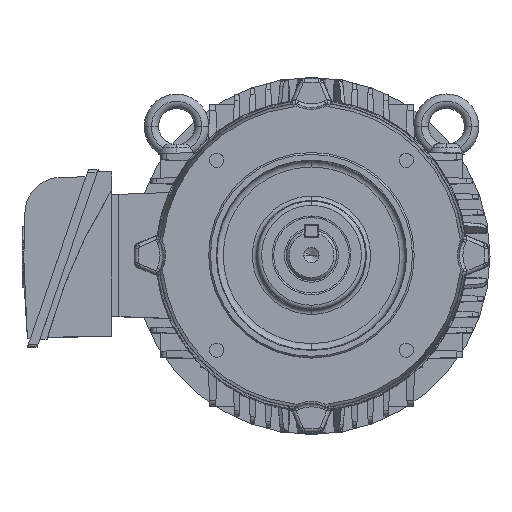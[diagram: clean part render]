
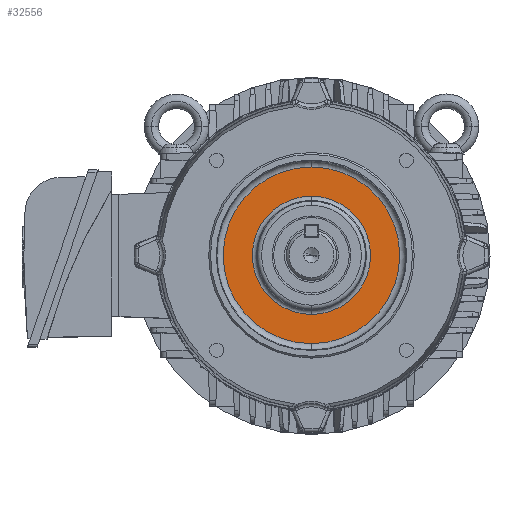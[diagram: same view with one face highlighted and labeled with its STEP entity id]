
A CAD part, top view. The second image highlights one B-rep face of the part: STEP entity #32556.
In plain terms, the highlighted face is planar.
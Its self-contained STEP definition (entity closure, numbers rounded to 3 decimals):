
#1558 = DIRECTION ( 'NONE',  ( 0., 1., 0. ) ) ;
#4641 = VERTEX_POINT ( 'NONE', #25914 ) ;
#5527 = CIRCLE ( 'NONE', #42855, 32.888 ) ;
#5801 = CARTESIAN_POINT ( 'NONE',  ( 0., 0., -1.5 ) ) ;
#6255 = EDGE_CURVE ( 'NONE', #8633, #45783, #34512, .T. ) ;
#8633 = VERTEX_POINT ( 'NONE', #33445 ) ;
#9234 = EDGE_CURVE ( 'NONE', #4641, #28740, #45159, .T. ) ;
#9245 = DIRECTION ( 'NONE',  ( 0., 0., -1. ) ) ;
#9753 = DIRECTION ( 'NONE',  ( 0., 0., 1. ) ) ;
#10865 = DIRECTION ( 'NONE',  ( 0., 1., 0. ) ) ;
#12320 = CARTESIAN_POINT ( 'NONE',  ( 0., 31.138, -1.5 ) ) ;
#12959 = CIRCLE ( 'NONE', #30908, 49.102 ) ;
#13411 = CARTESIAN_POINT ( 'NONE',  ( 0., 32.888, -1.5 ) ) ;
#16053 = FACE_BOUND ( 'NONE', #39303, .T. ) ;
#16272 = FACE_OUTER_BOUND ( 'NONE', #22518, .T. ) ;
#17396 = ORIENTED_EDGE ( 'NONE', *, *, #41572, .T. ) ;
#18017 = EDGE_CURVE ( 'NONE', #28740, #4641, #12959, .T. ) ;
#20067 = DIRECTION ( 'NONE',  ( 0., 1., 0. ) ) ;
#20515 = CARTESIAN_POINT ( 'NONE',  ( 0., 0., -1.5 ) ) ;
#21389 = CARTESIAN_POINT ( 'NONE',  ( 0., 0., -1.5 ) ) ;
#21832 = AXIS2_PLACEMENT_3D ( 'NONE', #26590, #37094, #1558 ) ;
#22218 = AXIS2_PLACEMENT_3D ( 'NONE', #12320, #9245, #34269 ) ;
#22518 = EDGE_LOOP ( 'NONE', ( #24278, #29623 ) ) ;
#24270 = AXIS2_PLACEMENT_3D ( 'NONE', #21389, #35405, #10865 ) ;
#24278 = ORIENTED_EDGE ( 'NONE', *, *, #9234, .T. ) ;
#25914 = CARTESIAN_POINT ( 'NONE',  ( 0., 49.102, -1.5 ) ) ;
#26590 = CARTESIAN_POINT ( 'NONE',  ( 0., 0., -1.5 ) ) ;
#28740 = VERTEX_POINT ( 'NONE', #34606 ) ;
#29623 = ORIENTED_EDGE ( 'NONE', *, *, #18017, .T. ) ;
#30908 = AXIS2_PLACEMENT_3D ( 'NONE', #5801, #41582, #20067 ) ;
#32556 = ADVANCED_FACE ( 'NONE', ( #16053, #16272 ), #41735, .T. ) ;
#33445 = CARTESIAN_POINT ( 'NONE',  ( 0., -32.888, -1.5 ) ) ;
#34269 = DIRECTION ( 'NONE',  ( 0., 1., 0. ) ) ;
#34512 = CIRCLE ( 'NONE', #21832, 32.888 ) ;
#34606 = CARTESIAN_POINT ( 'NONE',  ( 0., -49.102, -1.5 ) ) ;
#34781 = DIRECTION ( 'NONE',  ( 0., 1., 0. ) ) ;
#35405 = DIRECTION ( 'NONE',  ( 0., 0., -1. ) ) ;
#37094 = DIRECTION ( 'NONE',  ( 0., 0., 1. ) ) ;
#37282 = ORIENTED_EDGE ( 'NONE', *, *, #6255, .T. ) ;
#39303 = EDGE_LOOP ( 'NONE', ( #17396, #37282 ) ) ;
#41572 = EDGE_CURVE ( 'NONE', #45783, #8633, #5527, .T. ) ;
#41582 = DIRECTION ( 'NONE',  ( 0., 0., -1. ) ) ;
#41735 = PLANE ( 'NONE',  #22218 ) ;
#42855 = AXIS2_PLACEMENT_3D ( 'NONE', #20515, #9753, #34781 ) ;
#45159 = CIRCLE ( 'NONE', #24270, 49.102 ) ;
#45783 = VERTEX_POINT ( 'NONE', #13411 ) ;
